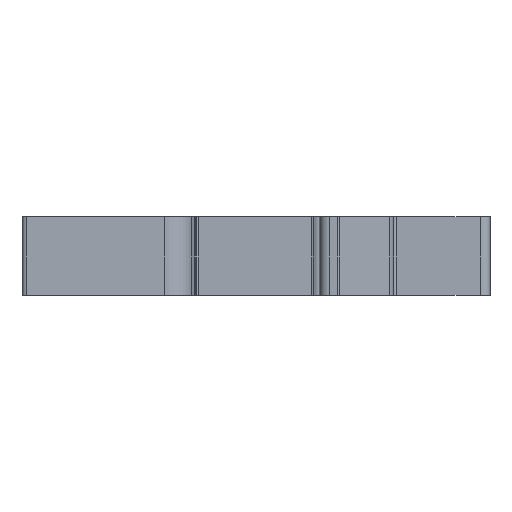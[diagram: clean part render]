
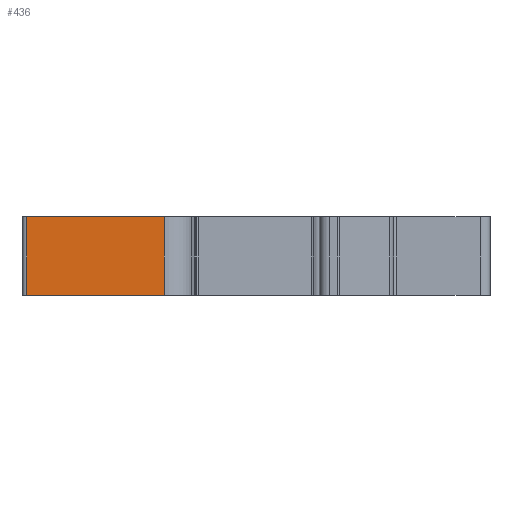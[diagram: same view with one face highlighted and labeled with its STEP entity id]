
A CAD part, front view. The second image highlights one B-rep face of the part: STEP entity #436.
In plain terms, the highlighted planar face has unit normal (0, -1, 0).
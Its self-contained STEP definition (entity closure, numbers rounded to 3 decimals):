
#436=ADVANCED_FACE('',(#687),#591,.F.);
#591=PLANE('',#3651);
#687=FACE_OUTER_BOUND('',#862,.T.);
#862=EDGE_LOOP('',(#1385,#1386,#1387,#1388));
#1385=ORIENTED_EDGE('',*,*,#2642,.F.);
#1386=ORIENTED_EDGE('',*,*,#2502,.F.);
#1387=ORIENTED_EDGE('',*,*,#2641,.T.);
#1388=ORIENTED_EDGE('',*,*,#2378,.T.);
#2039=VERTEX_POINT('',#4950);
#2040=VERTEX_POINT('',#4952);
#2144=VERTEX_POINT('',#5192);
#2145=VERTEX_POINT('',#5194);
#2378=EDGE_CURVE('',#2040,#2039,#2870,.T.);
#2502=EDGE_CURVE('',#2144,#2145,#2929,.T.);
#2641=EDGE_CURVE('',#2144,#2040,#3000,.T.);
#2642=EDGE_CURVE('',#2145,#2039,#3001,.T.);
#2870=LINE('',#4951,#3180);
#2929=LINE('',#5193,#3239);
#3000=LINE('',#5466,#3310);
#3001=LINE('',#5468,#3311);
#3180=VECTOR('',#3895,1.);
#3239=VECTOR('',#4110,1.);
#3310=VECTOR('',#4353,1.);
#3311=VECTOR('',#4356,1.);
#3651=AXIS2_PLACEMENT_3D('',#5469,#4357,#4358);
#3895=DIRECTION('',(1.,0.,0.));
#4110=DIRECTION('',(1.,0.,0.));
#4353=DIRECTION('',(0.,0.,-1.));
#4356=DIRECTION('',(0.,0.,-1.));
#4357=DIRECTION('',(0.,1.,0.));
#4358=DIRECTION('',(-1.,0.,0.));
#4950=CARTESIAN_POINT('',(100.218,76.949,0.));
#4951=CARTESIAN_POINT('',(86.151,76.949,0.));
#4952=CARTESIAN_POINT('',(86.151,76.949,0.));
#5192=CARTESIAN_POINT('',(86.151,76.949,8.1));
#5193=CARTESIAN_POINT('',(86.151,76.949,8.1));
#5194=CARTESIAN_POINT('',(100.218,76.949,8.1));
#5466=CARTESIAN_POINT('',(86.151,76.949,8.1));
#5468=CARTESIAN_POINT('',(100.218,76.949,8.1));
#5469=CARTESIAN_POINT('',(86.151,76.949,8.1));
